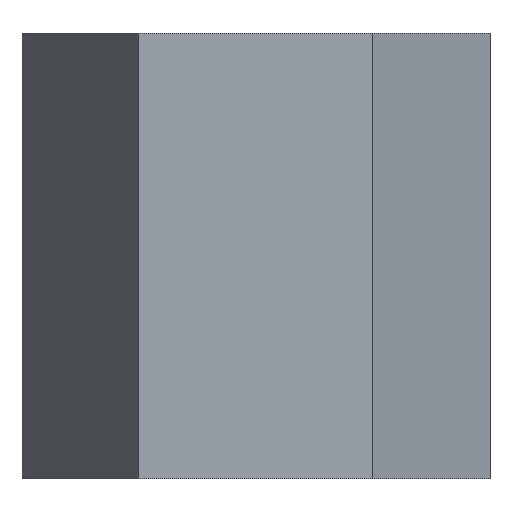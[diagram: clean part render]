
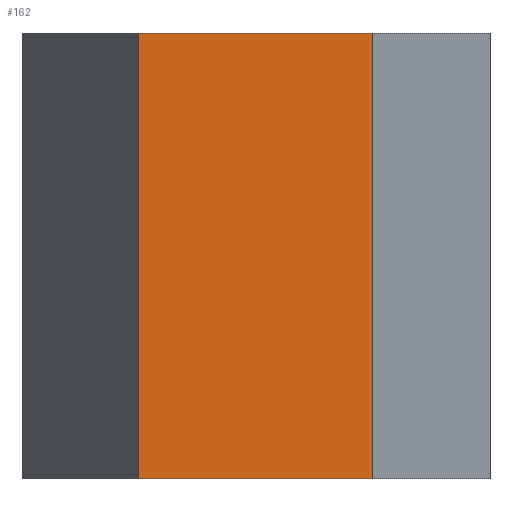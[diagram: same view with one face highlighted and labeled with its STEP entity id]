
A CAD part, left-side view. The second image highlights one B-rep face of the part: STEP entity #162.
In plain terms, the highlighted planar face has unit normal (-1, 0, 0).
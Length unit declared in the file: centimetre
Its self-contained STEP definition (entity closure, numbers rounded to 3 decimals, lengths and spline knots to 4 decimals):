
#22=LINE($,#249,#40);
#23=LINE($,#252,#41);
#24=LINE($,#254,#42);
#25=LINE($,#255,#43);
#40=VECTOR($,#204,0.5);
#41=VECTOR($,#207,0.2625);
#42=VECTOR($,#208,0.2625);
#43=VECTOR($,#209,0.5);
#52=PLANE($,#176);
#66=FACE_OUTER_BOUND($,#74,.T.);
#74=EDGE_LOOP($,(#131,#132,#133,#134));
#91=VERTEX_POINT($,#245);
#92=VERTEX_POINT($,#247);
#93=VERTEX_POINT($,#251);
#94=VERTEX_POINT($,#253);
#108=EDGE_CURVE($,#91,#92,#22,.T.);
#109=EDGE_CURVE($,#93,#91,#23,.T.);
#110=EDGE_CURVE($,#94,#92,#24,.T.);
#111=EDGE_CURVE($,#93,#94,#25,.T.);
#131=ORIENTED_EDGE($,*,*,#109,.T.);
#132=ORIENTED_EDGE($,*,*,#108,.T.);
#133=ORIENTED_EDGE($,*,*,#110,.F.);
#134=ORIENTED_EDGE($,*,*,#111,.F.);
#162=ADVANCED_FACE($,(#66),#52,.T.);
#176=AXIS2_PLACEMENT_3D($,#250,#205,#206);
#204=DIRECTION($,(0.,0.,1.));
#205=DIRECTION('center_axis',(-1.,0.,0.));
#206=DIRECTION('ref_axis',(0.,-1.,0.));
#207=DIRECTION($,(0.,-1.,0.));
#208=DIRECTION($,(0.,-1.,0.));
#209=DIRECTION($,(0.,0.,1.));
#245=CARTESIAN_POINT('',(-0.2273,-0.1313,0.));
#247=CARTESIAN_POINT('',(-0.2273,-0.1313,0.5));
#249=CARTESIAN_POINT($,(-0.2273,-0.1313,0.));
#250=CARTESIAN_POINT('Origin',(-0.2273,0.1313,0.));
#251=CARTESIAN_POINT('',(-0.2273,0.1313,0.));
#252=CARTESIAN_POINT($,(-0.2273,0.1313,0.));
#253=CARTESIAN_POINT('',(-0.2273,0.1313,0.5));
#254=CARTESIAN_POINT($,(-0.2273,0.1313,0.5));
#255=CARTESIAN_POINT($,(-0.2273,0.1313,0.));
